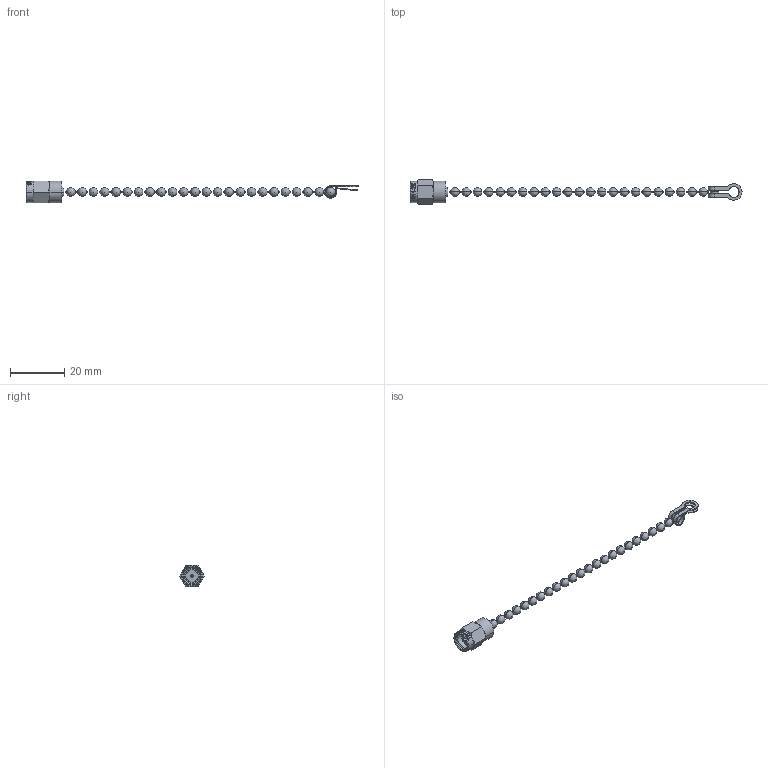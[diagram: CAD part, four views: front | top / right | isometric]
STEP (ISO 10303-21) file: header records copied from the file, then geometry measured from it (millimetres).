
FILE_DESCRIPTION (( 'STEP AP214' ), '1' );
FILE_NAME ('FMTR1145C_3D.step', '2023-05-08T19:56:08', ( '' ), ( '' ), 'SwSTEP 2.0', 'SolidWorks 2022', '' );
FILE_SCHEMA (( 'AUTOMOTIVE_DESIGN' ));
Length unit declared in the file: inch
Products named in the file (6): FMTR1145C_3D; sma terminator^FMTR1145C; Copy of F3800-4^chain_FMTR1145C; Copy of N88NY-3-1^chain_FMTR1145C; chain^FMTR1145C; chain anchor^FMTR1145C
Assembly tree (5 placements, depth 3):
  FMTR1145C_3D
    sma terminator^FMTR1145C
    chain anchor^FMTR1145C
    chain^FMTR1145C
      Copy of F3800-4^chain_FMTR1145C
      Copy of N88NY-3-1^chain_FMTR1145C
Bounding box: 122.54 x 9.24 x 8 mm (x, y, z)
Volume: 1012.9 mm3; surface area: 1969.4 mm2
Topology: 4 solids, 4 shells, 244 faces, 739 edges, 468 vertices
Faces by surface type: cylinder 117, sphere 50, cone 43, plane 30, torus 2, bspline 2
Entity records: 8190 total; most frequent: CARTESIAN_POINT 1995, DIRECTION 1359, ORIENTED_EDGE 1172, EDGE_CURVE 586, AXIS2_PLACEMENT_3D 583, VERTEX_POINT 369, CIRCLE 332, EDGE_LOOP 267
